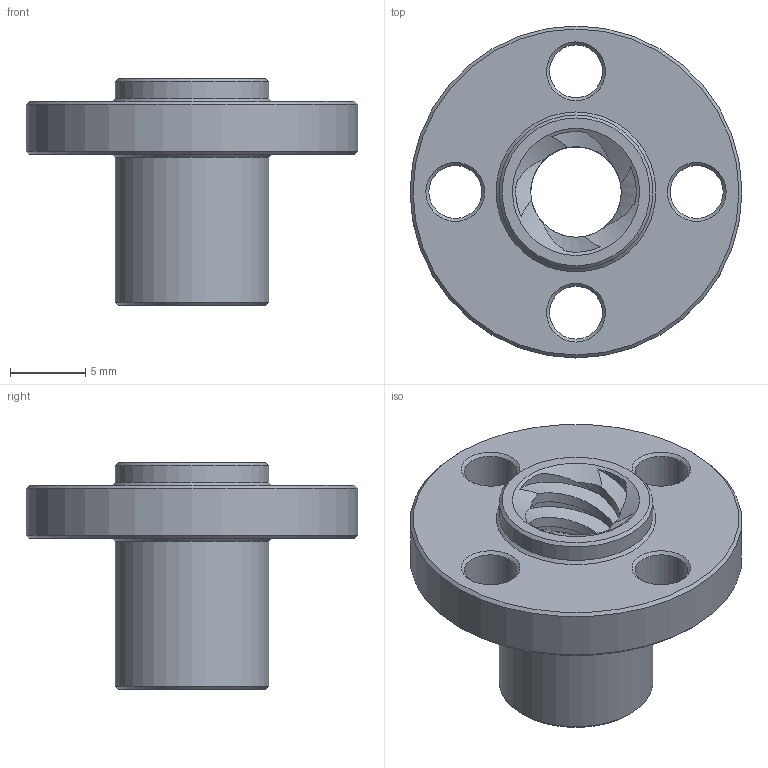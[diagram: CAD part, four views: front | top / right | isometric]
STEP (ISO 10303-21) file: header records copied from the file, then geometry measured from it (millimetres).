
FILE_DESCRIPTION(/* description */ (''),/* implementation_level */ '2;1');
FILE_NAME(/* name */ 'LeadScrewNut.step',/* time_stamp */ '2020-11-08T08:37:03-05:00',/* author */ (''),/* organization */ (''),/* preprocessor_version */ 'ST-DEVELOPER v18.1',/* originating_system */ 'Autodesk Translation Framework v9.3.0.1241',/* authorisation */ '');
FILE_SCHEMA (('AUTOMOTIVE_DESIGN { 1 0 10303 214 3 1 1 }'));
Length unit declared in the file: millimetre
Products named in the file (1): Trapezoidal lead screw Nut tr8x8-4
Bounding box: 22 x 22 x 15 mm (x, y, z)
Volume: 1535.4 mm3; surface area: 1905.6 mm2
Topology: 1 solids, 1 shells, 58 faces, 156 edges, 102 vertices
Faces by surface type: cylinder 30, cone 16, bspline 8, plane 4
Full cylindrical faces by diameter (mm): 3.5 x4, 6 x3, 8 x4, 10.2 x2, 22 x1
Entity records: 4002 total; most frequent: CARTESIAN_POINT 2617, ORIENTED_EDGE 312, DIRECTION 248, EDGE_CURVE 156, AXIS2_PLACEMENT_3D 105, VERTEX_POINT 102, EDGE_LOOP 70, FACE_OUTER_BOUND 58
